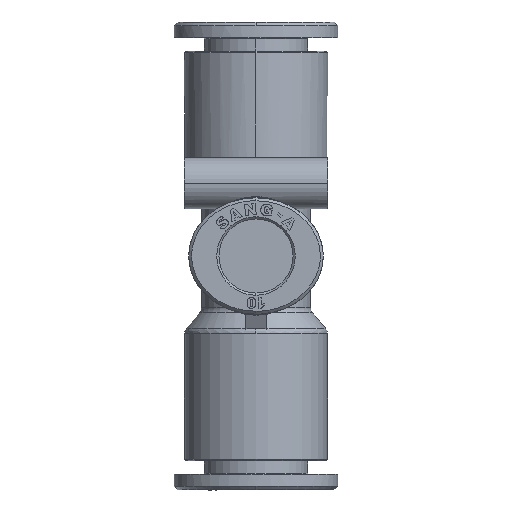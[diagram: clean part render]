
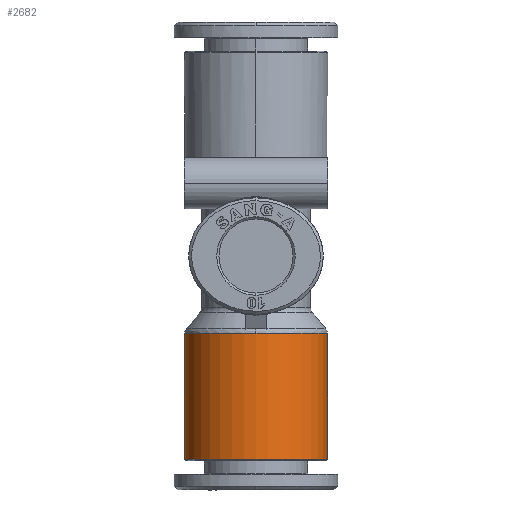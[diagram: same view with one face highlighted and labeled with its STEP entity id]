
A CAD part, left-side view. The second image highlights one B-rep face of the part: STEP entity #2682.
In plain terms, the highlighted cylindrical face has radius 9.85 mm (diameter 19.7 mm), a partial arc.
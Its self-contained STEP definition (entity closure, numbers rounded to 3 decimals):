
#1172 = DIRECTION ( 'NONE',  ( -1., 0., 0. ) ) ;
#1410 = ORIENTED_EDGE ( 'NONE', *, *, #28980, .T. ) ;
#2392 = DIRECTION ( 'NONE',  ( 1., 0., 0. ) ) ;
#2682 = ADVANCED_FACE ( 'NONE', ( #49712 ), #11768, .T. ) ;
#3071 = CARTESIAN_POINT ( 'NONE',  ( -40.928, 9.85, 0. ) ) ;
#3229 = CARTESIAN_POINT ( 'NONE',  ( -23.592, 9.85, 0. ) ) ;
#7156 = DIRECTION ( 'NONE',  ( -1., 0., 0. ) ) ;
#7419 = ORIENTED_EDGE ( 'NONE', *, *, #38250, .T. ) ;
#7784 = VERTEX_POINT ( 'NONE', #45309 ) ;
#8113 = EDGE_LOOP ( 'NONE', ( #1410, #28377, #7419, #28114, #22963 ) ) ;
#8239 = CARTESIAN_POINT ( 'NONE',  ( -23.592, 0., 0. ) ) ;
#8436 = CARTESIAN_POINT ( 'NONE',  ( -31.228, 0., 0. ) ) ;
#9102 = VERTEX_POINT ( 'NONE', #53754 ) ;
#11768 = CYLINDRICAL_SURFACE ( 'NONE', #21533, 9.85 ) ;
#13421 = CIRCLE ( 'NONE', #15420, 9.85 ) ;
#15420 = AXIS2_PLACEMENT_3D ( 'NONE', #8239, #33897, #38713 ) ;
#16437 = EDGE_CURVE ( 'NONE', #17327, #9102, #40324, .T. ) ;
#16560 = CARTESIAN_POINT ( 'NONE',  ( -31.228, 9.85, 0. ) ) ;
#17327 = VERTEX_POINT ( 'NONE', #3071 ) ;
#21533 = AXIS2_PLACEMENT_3D ( 'NONE', #8436, #38002, #50708 ) ;
#22963 = ORIENTED_EDGE ( 'NONE', *, *, #30919, .F. ) ;
#25266 = EDGE_CURVE ( 'NONE', #40177, #34637, #43556, .T. ) ;
#27969 = CARTESIAN_POINT ( 'NONE',  ( -23.592, 0., 0. ) ) ;
#28114 = ORIENTED_EDGE ( 'NONE', *, *, #16437, .T. ) ;
#28377 = ORIENTED_EDGE ( 'NONE', *, *, #25266, .T. ) ;
#28628 = AXIS2_PLACEMENT_3D ( 'NONE', #53213, #2392, #32404 ) ;
#28724 = DIRECTION ( 'NONE',  ( 0., -1., 0. ) ) ;
#28980 = EDGE_CURVE ( 'NONE', #7784, #40177, #13421, .T. ) ;
#29749 = LINE ( 'NONE', #16560, #53698 ) ;
#30919 = EDGE_CURVE ( 'NONE', #7784, #9102, #39779, .T. ) ;
#32404 = DIRECTION ( 'NONE',  ( 0., -1., 0. ) ) ;
#33897 = DIRECTION ( 'NONE',  ( -1., 0., 0. ) ) ;
#34637 = VERTEX_POINT ( 'NONE', #3229 ) ;
#35289 = CARTESIAN_POINT ( 'NONE',  ( -31.228, -9.85, 0. ) ) ;
#37904 = DIRECTION ( 'NONE',  ( -1., 0., 0. ) ) ;
#38002 = DIRECTION ( 'NONE',  ( -1., 0., 0. ) ) ;
#38250 = EDGE_CURVE ( 'NONE', #34637, #17327, #29749, .T. ) ;
#38713 = DIRECTION ( 'NONE',  ( 0., -1., 0. ) ) ;
#39779 = LINE ( 'NONE', #35289, #51776 ) ;
#40177 = VERTEX_POINT ( 'NONE', #44381 ) ;
#40324 = CIRCLE ( 'NONE', #28628, 9.85 ) ;
#43556 = CIRCLE ( 'NONE', #47075, 9.85 ) ;
#44381 = CARTESIAN_POINT ( 'NONE',  ( -23.592, 0., 9.85 ) ) ;
#45309 = CARTESIAN_POINT ( 'NONE',  ( -23.592, -9.85, 0. ) ) ;
#47075 = AXIS2_PLACEMENT_3D ( 'NONE', #27969, #7156, #28724 ) ;
#49712 = FACE_OUTER_BOUND ( 'NONE', #8113, .T. ) ;
#50708 = DIRECTION ( 'NONE',  ( 0., -1., 0. ) ) ;
#51776 = VECTOR ( 'NONE', #1172, 1000. ) ;
#53213 = CARTESIAN_POINT ( 'NONE',  ( -40.928, 0., 0. ) ) ;
#53698 = VECTOR ( 'NONE', #37904, 1000. ) ;
#53754 = CARTESIAN_POINT ( 'NONE',  ( -40.928, -9.85, 0. ) ) ;
